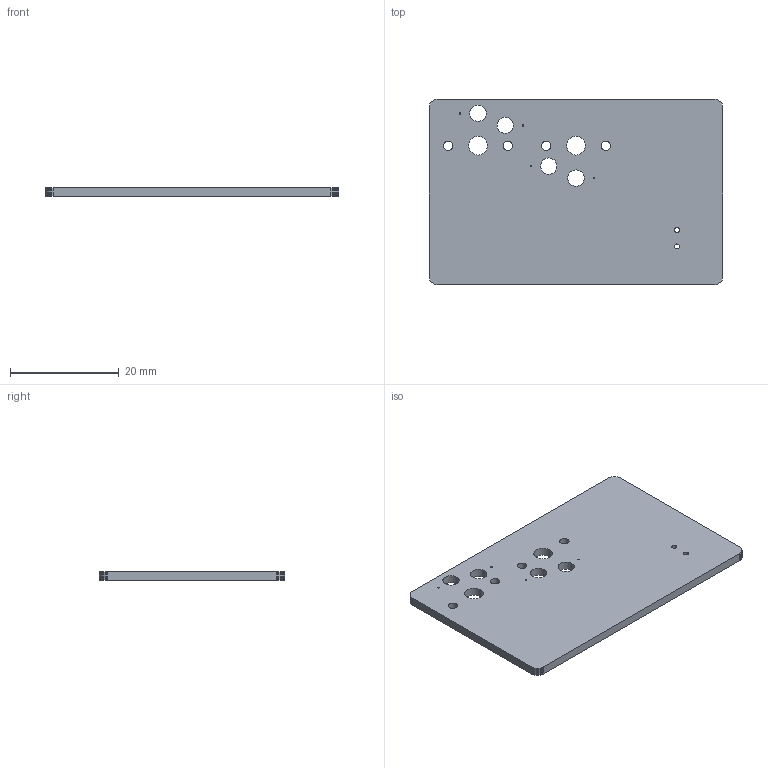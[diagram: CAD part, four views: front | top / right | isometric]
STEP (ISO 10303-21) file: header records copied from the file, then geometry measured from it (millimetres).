
FILE_DESCRIPTION(('KiCad electronic assembly'),'2;1');
FILE_NAME('test.step','2023-02-20T17:01:34',('Pcbnew'),('Kicad'), 'Open CASCADE STEP processor 7.6','KiCad to STEP converter','Unknown' );
FILE_SCHEMA(('AUTOMOTIVE_DESIGN { 1 0 10303 214 1 1 1 1 }'));
Length unit declared in the file: millimetre
Products named in the file (2): test 1; PCB
Assembly tree (1 placements, depth 2):
  test 1
    PCB
Bounding box: 54 x 34 x 1.6 mm (x, y, z)
Volume: 2842.6 mm3; surface area: 3974.8 mm2
Topology: 1 solids, 1 shells, 62 faces, 180 edges, 120 vertices
Faces by surface type: plane 46, cylinder 16
Full cylindrical faces by diameter (mm): 0.3 x4, 0.9 x2, 1.702 x4, 3 x4, 3.429 x2
Entity records: 4583 total; most frequent: CARTESIAN_POINT 916, DIRECTION 668, LINE 476, VECTOR 476, ORIENTED_EDGE 360, PCURVE 360, DEFINITIONAL_REPRESENTATION 360, EDGE_CURVE 180
